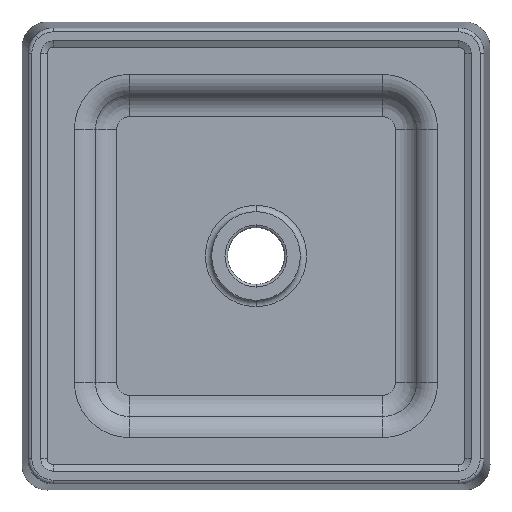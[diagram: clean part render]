
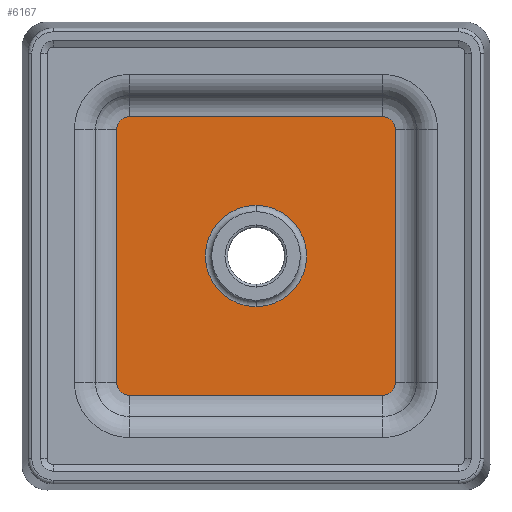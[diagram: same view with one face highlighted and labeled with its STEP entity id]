
A CAD part, front view. The second image highlights one B-rep face of the part: STEP entity #6167.
In plain terms, the highlighted planar face has unit normal (0, -1, 0).
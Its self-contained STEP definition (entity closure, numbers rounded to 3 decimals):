
#137 = DIRECTION ( 'NONE',  ( 0., 0., 1. ) ) ;
#509 = CARTESIAN_POINT ( 'NONE',  ( 100., 21., -100. ) ) ;
#537 = DIRECTION ( 'NONE',  ( 0., 0., -1. ) ) ;
#891 = VERTEX_POINT ( 'NONE', #11420 ) ;
#1160 = DIRECTION ( 'NONE',  ( 0., 0., -1. ) ) ;
#1172 = CARTESIAN_POINT ( 'NONE',  ( -100., 21., -100. ) ) ;
#1360 = EDGE_CURVE ( 'NONE', #16221, #9518, #12092, .T. ) ;
#1407 = AXIS2_PLACEMENT_3D ( 'NONE', #15633, #2311, #1160 ) ;
#1631 = LINE ( 'NONE', #2688, #12379 ) ;
#1750 = EDGE_CURVE ( 'NONE', #5793, #2715, #1631, .T. ) ;
#1753 = ORIENTED_EDGE ( 'NONE', *, *, #10624, .T. ) ;
#1865 = FACE_OUTER_BOUND ( 'NONE', #7123, .T. ) ;
#2311 = DIRECTION ( 'NONE',  ( 0., -1., 0. ) ) ;
#2415 = ORIENTED_EDGE ( 'NONE', *, *, #9241, .T. ) ;
#2688 = CARTESIAN_POINT ( 'NONE',  ( 100., 21., -110.1 ) ) ;
#2715 = VERTEX_POINT ( 'NONE', #7854 ) ;
#2822 = VECTOR ( 'NONE', #137, 1000. ) ;
#3393 = AXIS2_PLACEMENT_3D ( 'NONE', #14669, #4077, #6638 ) ;
#3587 = CARTESIAN_POINT ( 'NONE',  ( 100., 21., 110.1 ) ) ;
#3843 = EDGE_CURVE ( 'NONE', #2715, #15079, #14640, .T. ) ;
#4077 = DIRECTION ( 'NONE',  ( 0., 1., 0. ) ) ;
#4110 = CARTESIAN_POINT ( 'NONE',  ( 110.1, 21., 100. ) ) ;
#4314 = DIRECTION ( 'NONE',  ( 0., 0., -1. ) ) ;
#4419 = CARTESIAN_POINT ( 'NONE',  ( -110.1, 21., -100. ) ) ;
#4789 = VECTOR ( 'NONE', #12912, 1000. ) ;
#5355 = CIRCLE ( 'NONE', #1407, 10.1 ) ;
#5427 = CARTESIAN_POINT ( 'NONE',  ( -100., 21., 100. ) ) ;
#5582 = DIRECTION ( 'NONE',  ( 0., -1., 0. ) ) ;
#5617 = AXIS2_PLACEMENT_3D ( 'NONE', #5427, #8438, #11076 ) ;
#5629 = CIRCLE ( 'NONE', #11270, 10.1 ) ;
#5793 = VERTEX_POINT ( 'NONE', #10219 ) ;
#5928 = CARTESIAN_POINT ( 'NONE',  ( 0., 21., 0. ) ) ;
#6167 = ADVANCED_FACE ( 'NONE', ( #1865, #9899 ), #12727, .T. ) ;
#6217 = ORIENTED_EDGE ( 'NONE', *, *, #1750, .T. ) ;
#6377 = ORIENTED_EDGE ( 'NONE', *, *, #7298, .T. ) ;
#6608 = ORIENTED_EDGE ( 'NONE', *, *, #1360, .T. ) ;
#6638 = DIRECTION ( 'NONE',  ( 0., 0., -1. ) ) ;
#6772 = CIRCLE ( 'NONE', #17194, 40. ) ;
#7123 = EDGE_LOOP ( 'NONE', ( #15881, #6608, #2415, #6377, #6217, #12325, #16312, #15375 ) ) ;
#7298 = EDGE_CURVE ( 'NONE', #10181, #5793, #5629, .T. ) ;
#7438 = ORIENTED_EDGE ( 'NONE', *, *, #16575, .T. ) ;
#7854 = CARTESIAN_POINT ( 'NONE',  ( 100., 21., -110.1 ) ) ;
#8032 = VERTEX_POINT ( 'NONE', #3587 ) ;
#8068 = VERTEX_POINT ( 'NONE', #9409 ) ;
#8438 = DIRECTION ( 'NONE',  ( 0., -1., 0. ) ) ;
#8555 = EDGE_CURVE ( 'NONE', #15079, #891, #16199, .T. ) ;
#9241 = EDGE_CURVE ( 'NONE', #9518, #10181, #15356, .T. ) ;
#9409 = CARTESIAN_POINT ( 'NONE',  ( 0., 21., 40. ) ) ;
#9518 = VERTEX_POINT ( 'NONE', #15697 ) ;
#9754 = DIRECTION ( 'NONE',  ( 1., 0., 0. ) ) ;
#9899 = FACE_BOUND ( 'NONE', #10732, .T. ) ;
#10181 = VERTEX_POINT ( 'NONE', #12183 ) ;
#10219 = CARTESIAN_POINT ( 'NONE',  ( -100., 21., -110.1 ) ) ;
#10624 = EDGE_CURVE ( 'NONE', #14512, #8068, #6772, .T. ) ;
#10732 = EDGE_LOOP ( 'NONE', ( #1753, #7438 ) ) ;
#10844 = EDGE_CURVE ( 'NONE', #891, #8032, #5355, .T. ) ;
#11076 = DIRECTION ( 'NONE',  ( 0., 0., -1. ) ) ;
#11270 = AXIS2_PLACEMENT_3D ( 'NONE', #1172, #5582, #11942 ) ;
#11307 = DIRECTION ( 'NONE',  ( 0., -1., 0. ) ) ;
#11321 = DIRECTION ( 'NONE',  ( 0., 0., -1. ) ) ;
#11420 = CARTESIAN_POINT ( 'NONE',  ( 110.1, 21., 100. ) ) ;
#11844 = CIRCLE ( 'NONE', #3393, 40. ) ;
#11942 = DIRECTION ( 'NONE',  ( 0., 0., -1. ) ) ;
#12082 = CARTESIAN_POINT ( 'NONE',  ( 0., 21., -40. ) ) ;
#12092 = CIRCLE ( 'NONE', #5617, 10.1 ) ;
#12183 = CARTESIAN_POINT ( 'NONE',  ( -110.1, 21., -100. ) ) ;
#12325 = ORIENTED_EDGE ( 'NONE', *, *, #3843, .T. ) ;
#12366 = EDGE_CURVE ( 'NONE', #8032, #16221, #17145, .T. ) ;
#12379 = VECTOR ( 'NONE', #9754, 1000. ) ;
#12451 = DIRECTION ( 'NONE',  ( 0., 0., -1. ) ) ;
#12727 = PLANE ( 'NONE',  #13238 ) ;
#12912 = DIRECTION ( 'NONE',  ( -1., 0., 0. ) ) ;
#13238 = AXIS2_PLACEMENT_3D ( 'NONE', #5928, #11307, #537 ) ;
#14501 = CARTESIAN_POINT ( 'NONE',  ( -100., 21., 110.1 ) ) ;
#14512 = VERTEX_POINT ( 'NONE', #12082 ) ;
#14640 = CIRCLE ( 'NONE', #16049, 10.1 ) ;
#14669 = CARTESIAN_POINT ( 'NONE',  ( 0., 21., 0. ) ) ;
#14926 = VECTOR ( 'NONE', #12451, 1000. ) ;
#15079 = VERTEX_POINT ( 'NONE', #17343 ) ;
#15121 = CARTESIAN_POINT ( 'NONE',  ( 0., 21., 0. ) ) ;
#15297 = DIRECTION ( 'NONE',  ( 0., 1., 0. ) ) ;
#15356 = LINE ( 'NONE', #4419, #14926 ) ;
#15375 = ORIENTED_EDGE ( 'NONE', *, *, #10844, .T. ) ;
#15633 = CARTESIAN_POINT ( 'NONE',  ( 100., 21., 100. ) ) ;
#15697 = CARTESIAN_POINT ( 'NONE',  ( -110.1, 21., 100. ) ) ;
#15881 = ORIENTED_EDGE ( 'NONE', *, *, #12366, .T. ) ;
#15905 = CARTESIAN_POINT ( 'NONE',  ( -100., 21., 110.1 ) ) ;
#16049 = AXIS2_PLACEMENT_3D ( 'NONE', #509, #16663, #4314 ) ;
#16199 = LINE ( 'NONE', #4110, #2822 ) ;
#16221 = VERTEX_POINT ( 'NONE', #14501 ) ;
#16312 = ORIENTED_EDGE ( 'NONE', *, *, #8555, .T. ) ;
#16575 = EDGE_CURVE ( 'NONE', #8068, #14512, #11844, .T. ) ;
#16663 = DIRECTION ( 'NONE',  ( 0., -1., 0. ) ) ;
#17145 = LINE ( 'NONE', #15905, #4789 ) ;
#17194 = AXIS2_PLACEMENT_3D ( 'NONE', #15121, #15297, #11321 ) ;
#17343 = CARTESIAN_POINT ( 'NONE',  ( 110.1, 21., -100. ) ) ;
